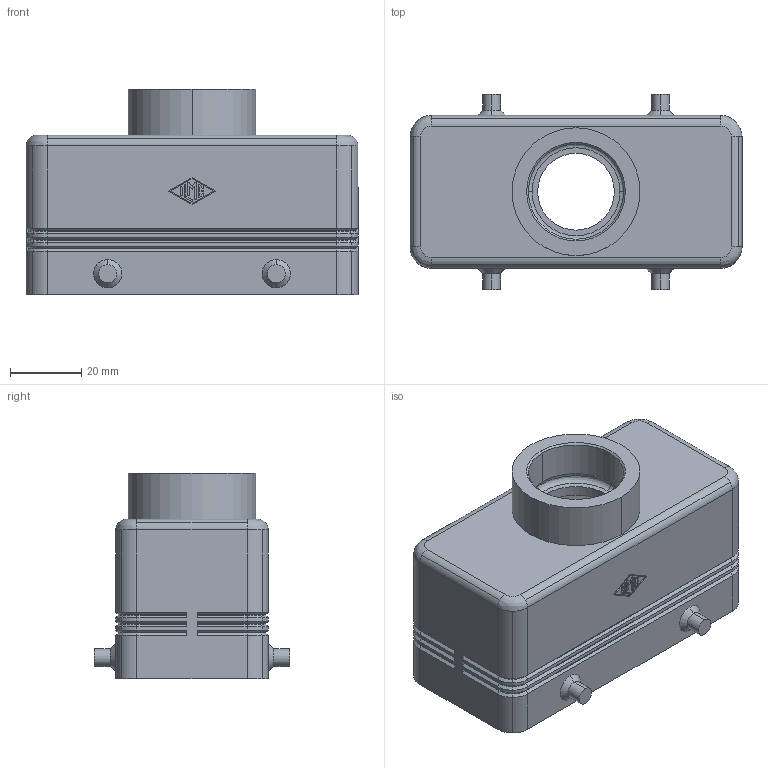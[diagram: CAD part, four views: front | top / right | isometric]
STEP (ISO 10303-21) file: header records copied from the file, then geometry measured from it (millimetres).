
FILE_DESCRIPTION((''),'2;1');
FILE_NAME('CHVW 16.stp','2006-12-21T09:08:05',('gembarski'),(''),'Autodesk Inventor 7','Autodesk Inventor 7','');
FILE_SCHEMA(('AUTOMOTIVE_DESIGN { 1 0 10303 214 1 1 1 1 }'));
Length unit declared in the file: millimetre
Products named in the file (1): CHV Tüllengehäuse 2 Bügel für einen Einsatz
Bounding box: 93.5 x 55 x 58 mm (x, y, z)
Volume: 57785.1 mm3; surface area: 33242.8 mm2
Topology: 1 solids, 1 shells, 332 faces, 792 edges, 475 vertices
Faces by surface type: plane 124, cylinder 83, bspline 71, cone 54
Entity records: 10267 total; most frequent: CARTESIAN_POINT 2679, DIRECTION 1577, ORIENTED_EDGE 1568, EDGE_CURVE 784, AXIS2_PLACEMENT_3D 531, VECTOR 515, LINE 515, VERTEX_POINT 475
